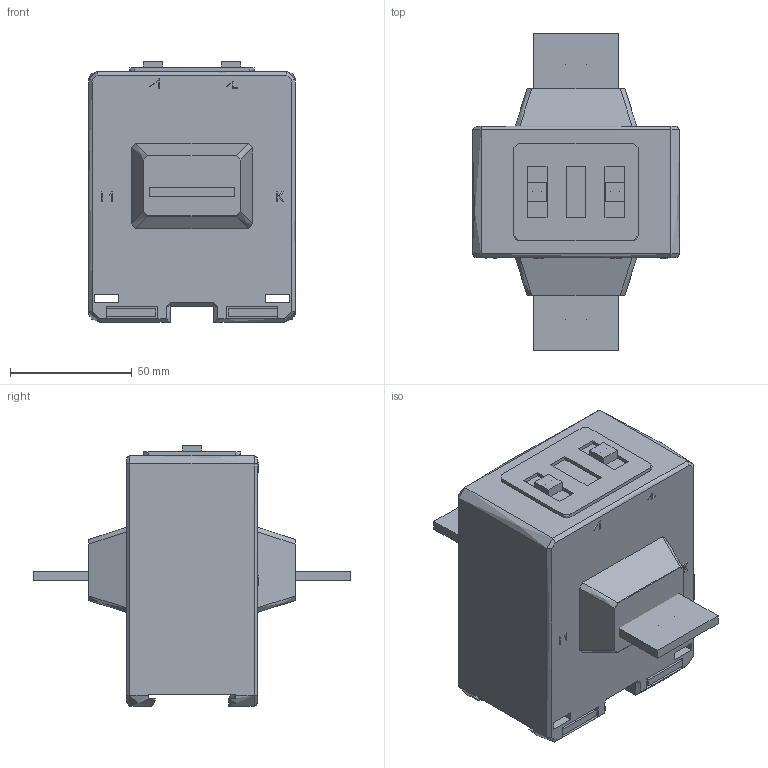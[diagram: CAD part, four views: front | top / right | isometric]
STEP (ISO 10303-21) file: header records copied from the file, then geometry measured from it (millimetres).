
FILE_DESCRIPTION(/* description */ (''),/* implementation_level */ '2;1');
FILE_NAME(/* name */ 'TAC010',/* time_stamp */ '2011-05-31T13:40:27+02:00',/* author */ (''),/* organization */ (''),/* preprocessor_version */ 'ST-DEVELOPER v8',/* originating_system */ '',/* authorisation */ '');
FILE_SCHEMA (('CONFIG_CONTROL_DESIGN'));
Length unit declared in the file: millimetre
Products named in the file (1): 2
Bounding box: 85 x 130 x 107 mm (x, y, z)
Volume: 508728.4 mm3; surface area: 68762 mm2
Topology: 16 solids, 16 shells, 266 faces, 671 edges, 428 vertices
Faces by surface type: bspline 266
Entity records: 10880 total; most frequent: CARTESIAN_POINT 6696, ORIENTED_EDGE 1332, EDGE_CURVE 666, B_SPLINE_CURVE_WITH_KNOTS 597, VERTEX_POINT 432, EDGE_LOOP 286, ADVANCED_FACE 266, FACE_OUTER_BOUND 266
